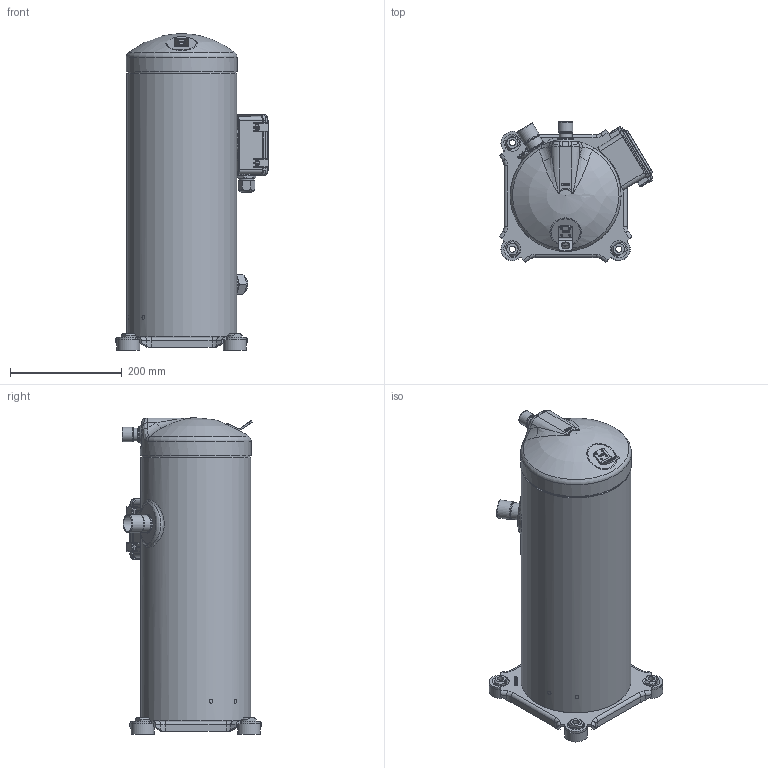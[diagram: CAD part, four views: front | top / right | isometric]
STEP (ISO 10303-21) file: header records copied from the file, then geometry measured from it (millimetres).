
FILE_DESCRIPTION(('TFLEX Exchange Step'),'2;1');
FILE_NAME('190.stp', '2024-02-17T14:16:44+03:00',('RUCO3217'),('Unknown organisation'),'TFLEX Exchange 2024.0','T-FLEX CAD','Unknown authorisation');
FILE_SCHEMA( ('AP242_MANAGED_MODEL_BASED_3D_ENGINEERING_MIM_LF {1 0 10303 442 1 1 4 }') );
Length unit declared in the file: millimetre
Products named in the file (4): Тело_4 - Nodes; Тело_5 - Nodes; 190-XR; 190
Assembly tree (3 placements, depth 3):
  190
    190-XR
      Тело_4 - Nodes
      Тело_5 - Nodes
Bounding box: 274.22 x 250.6 x 566.5 mm (x, y, z)
Volume: 2024070.2 mm3; surface area: 1122764.2 mm2
Topology: 37 solids, 57 shells, 5103 faces, 14243 edges, 9503 vertices
Faces by surface type: plane 3772, cylinder 722, bspline 190, torus 186, cone 157, sphere 44, extrusion 32
Full cylindrical faces by diameter (mm): 0.2 x4, 0.92 x6, 2.14 x1, 3.18 x6, 3.2 x6, 3.5 x1, 3.6 x2, 3.731 x1, 3.85 x2, 4 x4, 4.4 x4, 4.5 x1, 4.6 x1, 5 x11, 5.6 x4, 6.5 x1, 7 x4, 7.4 x7, 8 x5, 8.9 x3, 9.5 x1, 9.998 x1, 10.748 x1, 11 x4, 11.3 x1, 11.8 x4, 12 x4, 12.5 x1, 15 x3, 17.99 x1
Entity records: 191622 total; most frequent: CARTESIAN_POINT 59198, ORIENTED_EDGE 28375, DIRECTION 25703, EDGE_CURVE 14213, VECTOR 10889, LINE 10857, VERTEX_POINT 9503, AXIS2_PLACEMENT_3D 7407
